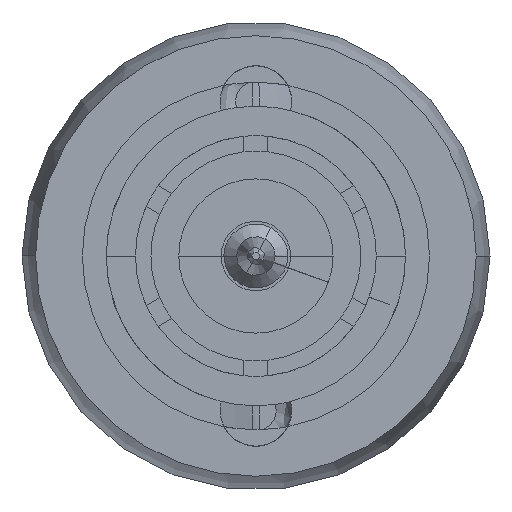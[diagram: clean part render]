
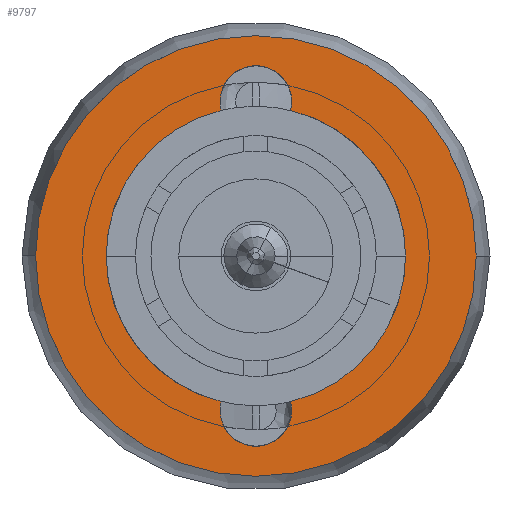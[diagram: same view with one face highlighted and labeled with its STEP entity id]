
A CAD part, front view. The second image highlights one B-rep face of the part: STEP entity #9797.
In plain terms, the highlighted face is planar.
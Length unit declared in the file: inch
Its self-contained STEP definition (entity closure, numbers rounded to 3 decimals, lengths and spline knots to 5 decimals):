
#67 = EDGE_CURVE ( 'NONE', #9575, #2587, #7086, .T. ) ;
#198 = VERTEX_POINT ( 'NONE', #437 ) ;
#252 = CIRCLE ( 'NONE', #16681, 0.0465 ) ;
#437 = CARTESIAN_POINT ( 'NONE',  ( -0.0465, -0.2, 0. ) ) ;
#491 = CARTESIAN_POINT ( 'NONE',  ( 0., -0.2, 0. ) ) ;
#759 = EDGE_CURVE ( 'NONE', #7992, #14399, #16360, .T. ) ;
#776 = DIRECTION ( 'NONE',  ( 0., 0., 1. ) ) ;
#859 = ORIENTED_EDGE ( 'NONE', *, *, #3133, .F. ) ;
#1140 = PLANE ( 'NONE',  #1747 ) ;
#1300 = CARTESIAN_POINT ( 'NONE',  ( 0.0465, 0.2, 0. ) ) ;
#1431 = DIRECTION ( 'NONE',  ( 0., 0., 1. ) ) ;
#1487 = FACE_OUTER_BOUND ( 'NONE', #7224, .T. ) ;
#1699 = CARTESIAN_POINT ( 'NONE',  ( 0., 0.2, 0. ) ) ;
#1747 = AXIS2_PLACEMENT_3D ( 'NONE', #9116, #5084, #5427 ) ;
#2156 = AXIS2_PLACEMENT_3D ( 'NONE', #8803, #6150, #11389 ) ;
#2230 = ORIENTED_EDGE ( 'NONE', *, *, #11720, .F. ) ;
#2587 = VERTEX_POINT ( 'NONE', #15744 ) ;
#2667 = ORIENTED_EDGE ( 'NONE', *, *, #14240, .F. ) ;
#2865 = CIRCLE ( 'NONE', #11900, 0.0465 ) ;
#2961 = DIRECTION ( 'NONE',  ( -1., 0., 0. ) ) ;
#3018 = CIRCLE ( 'NONE', #5195, 0.194 ) ;
#3087 = DIRECTION ( 'NONE',  ( 0., 0., 1. ) ) ;
#3133 = EDGE_CURVE ( 'NONE', #7964, #12526, #9973, .T. ) ;
#3422 = DIRECTION ( 'NONE',  ( 1., 0., 0. ) ) ;
#3711 = DIRECTION ( 'NONE',  ( 0., 0., 1. ) ) ;
#3780 = ORIENTED_EDGE ( 'NONE', *, *, #16445, .T. ) ;
#3839 = ORIENTED_EDGE ( 'NONE', *, *, #16101, .F. ) ;
#4074 = CARTESIAN_POINT ( 'NONE',  ( 0., 0.2, 0. ) ) ;
#4237 = CARTESIAN_POINT ( 'NONE',  ( 0.194, 0., 0. ) ) ;
#4605 = VERTEX_POINT ( 'NONE', #6119 ) ;
#4667 = CARTESIAN_POINT ( 'NONE',  ( -0.0451, 0.18868, 0. ) ) ;
#4961 = CARTESIAN_POINT ( 'NONE',  ( -0.2855, 0., 0. ) ) ;
#5084 = DIRECTION ( 'NONE',  ( 0., 0., 1. ) ) ;
#5115 = AXIS2_PLACEMENT_3D ( 'NONE', #7445, #6154, #3422 ) ;
#5195 = AXIS2_PLACEMENT_3D ( 'NONE', #15115, #6981, #8769 ) ;
#5427 = DIRECTION ( 'NONE',  ( 1., 0., 0. ) ) ;
#5467 = CARTESIAN_POINT ( 'NONE',  ( 0., -0.2, 0. ) ) ;
#5537 = CARTESIAN_POINT ( 'NONE',  ( 0., 0.2, 0. ) ) ;
#5731 = EDGE_CURVE ( 'NONE', #16368, #16220, #2865, .T. ) ;
#6029 = VERTEX_POINT ( 'NONE', #4961 ) ;
#6119 = CARTESIAN_POINT ( 'NONE',  ( 0.2855, 0., 0. ) ) ;
#6150 = DIRECTION ( 'NONE',  ( 0., 0., 1. ) ) ;
#6154 = DIRECTION ( 'NONE',  ( 0., 0., 1. ) ) ;
#6557 = CARTESIAN_POINT ( 'NONE',  ( -0.0451, -0.18868, 0. ) ) ;
#6676 = AXIS2_PLACEMENT_3D ( 'NONE', #5467, #14639, #16187 ) ;
#6981 = DIRECTION ( 'NONE',  ( 0., 0., 1. ) ) ;
#7012 = DIRECTION ( 'NONE',  ( 1., 0., 0. ) ) ;
#7086 = CIRCLE ( 'NONE', #8447, 0.194 ) ;
#7169 = DIRECTION ( 'NONE',  ( 1., 0., 0. ) ) ;
#7224 = EDGE_LOOP ( 'NONE', ( #13439, #3780 ) ) ;
#7333 = DIRECTION ( 'NONE',  ( 0., 0., 1. ) ) ;
#7359 = CIRCLE ( 'NONE', #15860, 0.0465 ) ;
#7445 = CARTESIAN_POINT ( 'NONE',  ( 0., 0., 0. ) ) ;
#7964 = VERTEX_POINT ( 'NONE', #10846 ) ;
#7992 = VERTEX_POINT ( 'NONE', #4237 ) ;
#8026 = EDGE_CURVE ( 'NONE', #16220, #9575, #252, .T. ) ;
#8155 = AXIS2_PLACEMENT_3D ( 'NONE', #9781, #776, #10915 ) ;
#8168 = AXIS2_PLACEMENT_3D ( 'NONE', #9734, #7333, #7169 ) ;
#8369 = DIRECTION ( 'NONE',  ( 0., 0., 1. ) ) ;
#8447 = AXIS2_PLACEMENT_3D ( 'NONE', #14256, #3711, #15636 ) ;
#8769 = DIRECTION ( 'NONE',  ( 1., 0., 0. ) ) ;
#8803 = CARTESIAN_POINT ( 'NONE',  ( 0., -0.2, 0. ) ) ;
#9116 = CARTESIAN_POINT ( 'NONE',  ( 0.2855, 0., 0. ) ) ;
#9298 = DIRECTION ( 'NONE',  ( 0., 0., 1. ) ) ;
#9575 = VERTEX_POINT ( 'NONE', #4667 ) ;
#9734 = CARTESIAN_POINT ( 'NONE',  ( 0., 0., 0. ) ) ;
#9781 = CARTESIAN_POINT ( 'NONE',  ( 0., 0., 0. ) ) ;
#9797 = ADVANCED_FACE ( 'NONE', ( #10679, #1487 ), #1140, .T. ) ;
#9973 = CIRCLE ( 'NONE', #6676, 0.0465 ) ;
#10030 = ORIENTED_EDGE ( 'NONE', *, *, #10850, .F. ) ;
#10426 = DIRECTION ( 'NONE',  ( 0., 0., 1. ) ) ;
#10679 = FACE_BOUND ( 'NONE', #15514, .T. ) ;
#10747 = CARTESIAN_POINT ( 'NONE',  ( -0.0465, 0.2, 0. ) ) ;
#10760 = VERTEX_POINT ( 'NONE', #6557 ) ;
#10846 = CARTESIAN_POINT ( 'NONE',  ( 0.0465, -0.2, 0. ) ) ;
#10850 = EDGE_CURVE ( 'NONE', #2587, #10760, #15779, .T. ) ;
#10863 = CIRCLE ( 'NONE', #13589, 0.0465 ) ;
#10915 = DIRECTION ( 'NONE',  ( 1., 0., 0. ) ) ;
#11389 = DIRECTION ( 'NONE',  ( 1., 0., 0. ) ) ;
#11407 = ORIENTED_EDGE ( 'NONE', *, *, #14300, .F. ) ;
#11720 = EDGE_CURVE ( 'NONE', #10760, #198, #10863, .T. ) ;
#11820 = CARTESIAN_POINT ( 'NONE',  ( 0.0451, 0.18868, 0. ) ) ;
#11900 = AXIS2_PLACEMENT_3D ( 'NONE', #1699, #3087, #14983 ) ;
#12526 = VERTEX_POINT ( 'NONE', #15713 ) ;
#12571 = CIRCLE ( 'NONE', #2156, 0.0465 ) ;
#12591 = ORIENTED_EDGE ( 'NONE', *, *, #5731, .F. ) ;
#13274 = ORIENTED_EDGE ( 'NONE', *, *, #67, .F. ) ;
#13439 = ORIENTED_EDGE ( 'NONE', *, *, #15574, .T. ) ;
#13589 = AXIS2_PLACEMENT_3D ( 'NONE', #491, #8369, #7012 ) ;
#13808 = ORIENTED_EDGE ( 'NONE', *, *, #8026, .F. ) ;
#13919 = CIRCLE ( 'NONE', #8155, 0.2855 ) ;
#14240 = EDGE_CURVE ( 'NONE', #198, #7964, #12571, .T. ) ;
#14256 = CARTESIAN_POINT ( 'NONE',  ( 0., 0., 0. ) ) ;
#14300 = EDGE_CURVE ( 'NONE', #14399, #16368, #7359, .T. ) ;
#14399 = VERTEX_POINT ( 'NONE', #11820 ) ;
#14599 = CARTESIAN_POINT ( 'NONE',  ( 0., 0., 0. ) ) ;
#14639 = DIRECTION ( 'NONE',  ( 0., 0., 1. ) ) ;
#14937 = AXIS2_PLACEMENT_3D ( 'NONE', #14599, #10426, #15731 ) ;
#14983 = DIRECTION ( 'NONE',  ( -1., 0., 0. ) ) ;
#15114 = ORIENTED_EDGE ( 'NONE', *, *, #759, .F. ) ;
#15115 = CARTESIAN_POINT ( 'NONE',  ( 0., 0., 0. ) ) ;
#15514 = EDGE_LOOP ( 'NONE', ( #13274, #13808, #12591, #11407, #15114, #3839, #859, #2667, #2230, #10030 ) ) ;
#15574 = EDGE_CURVE ( 'NONE', #4605, #6029, #15577, .T. ) ;
#15577 = CIRCLE ( 'NONE', #8168, 0.2855 ) ;
#15636 = DIRECTION ( 'NONE',  ( 1., 0., 0. ) ) ;
#15713 = CARTESIAN_POINT ( 'NONE',  ( 0.0451, -0.18868, 0. ) ) ;
#15731 = DIRECTION ( 'NONE',  ( 1., 0., 0. ) ) ;
#15744 = CARTESIAN_POINT ( 'NONE',  ( -0.194, 0., 0. ) ) ;
#15754 = DIRECTION ( 'NONE',  ( -1., 0., 0. ) ) ;
#15779 = CIRCLE ( 'NONE', #14937, 0.194 ) ;
#15860 = AXIS2_PLACEMENT_3D ( 'NONE', #5537, #1431, #15754 ) ;
#16101 = EDGE_CURVE ( 'NONE', #12526, #7992, #3018, .T. ) ;
#16187 = DIRECTION ( 'NONE',  ( 1., 0., 0. ) ) ;
#16220 = VERTEX_POINT ( 'NONE', #10747 ) ;
#16360 = CIRCLE ( 'NONE', #5115, 0.194 ) ;
#16368 = VERTEX_POINT ( 'NONE', #1300 ) ;
#16445 = EDGE_CURVE ( 'NONE', #6029, #4605, #13919, .T. ) ;
#16681 = AXIS2_PLACEMENT_3D ( 'NONE', #4074, #9298, #2961 ) ;
